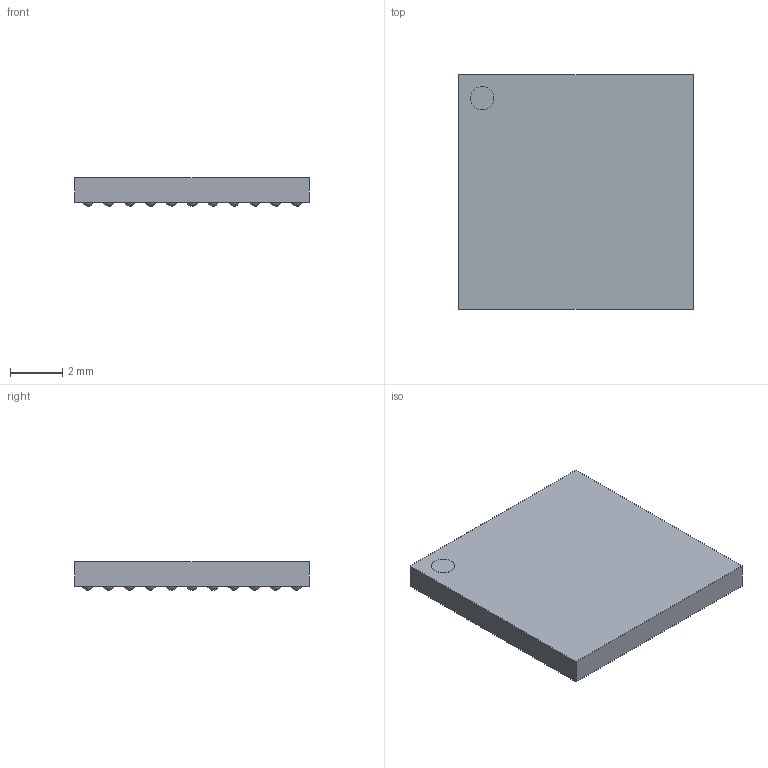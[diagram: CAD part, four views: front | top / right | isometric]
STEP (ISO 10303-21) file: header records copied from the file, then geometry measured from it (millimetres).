
FILE_DESCRIPTION(/* description */ ('model of BGA-121_9.0x9.0mm_Layout11x11_P0.8mm'),/* implementation_level */ '2;1');
FILE_NAME(/* name */ 'BGA-121_9.0x9.0mm_Layout11x11_P0.8mm.step',/* time_stamp */ '1970-01-01T00:00:00',/* author */ ('KiCAD','kicad'),/* organization */ ('OCCT'),/* preprocessor_version */ '',/* originating_system */ 'KiCAD',/* authorisation */ '');
FILE_SCHEMA(('AUTOMOTIVE_DESIGN { 1 0 10303 214 1 1 1 1 }'));
Length unit declared in the file: millimetre
Products named in the file (1): BGA-121_9.0x9.0mm_Layout11x11_P0.8mm
Bounding box: 9 x 9 x 1.11 mm (x, y, z)
Volume: 78.5 mm3; surface area: 205.9 mm2
Topology: 1 solids, 1 shells, 129 faces, 378 edges, 252 vertices
Faces by surface type: sphere 121, plane 7, cylinder 1
Full cylindrical faces by diameter (mm): 0.9 x1
Entity records: 3084 total; most frequent: CARTESIAN_POINT 497, ORIENTED_EDGE 386, AXIS2_PLACEMENT_3D 373, EDGE_CURVE 257, VERTEX_POINT 252, FACE_BOUND 251, EDGE_LOOP 251, CIRCLE 244
